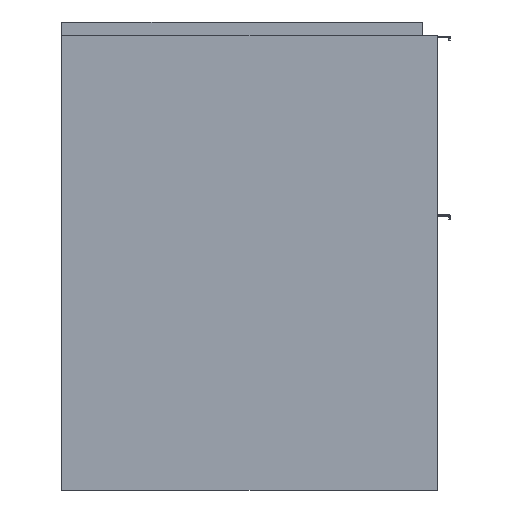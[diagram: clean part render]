
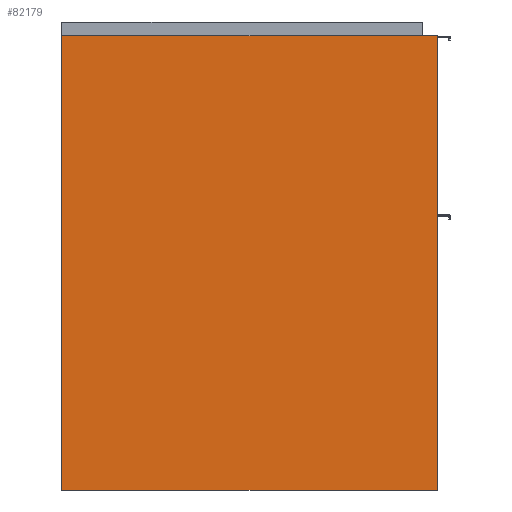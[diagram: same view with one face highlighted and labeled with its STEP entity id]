
A CAD part, left-side view. The second image highlights one B-rep face of the part: STEP entity #82179.
In plain terms, the highlighted planar face has unit normal (-1, 0, 0).
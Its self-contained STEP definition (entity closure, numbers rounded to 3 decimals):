
#6951=FACE_OUTER_BOUND('',#11585,.T.);
#11585=EDGE_LOOP('',(#60428,#60429,#60430,#60431));
#17849=LINE('',#123420,#27088);
#17853=LINE('',#123428,#27092);
#17856=LINE('',#123434,#27095);
#17859=LINE('',#123439,#27098);
#27088=VECTOR('',#99267,462.);
#27092=VECTOR('',#99273,559.);
#27095=VECTOR('',#99278,462.);
#27098=VECTOR('',#99283,559.);
#35858=VERTEX_POINT('',#123418);
#35859=VERTEX_POINT('',#123419);
#35862=VERTEX_POINT('',#123427);
#35864=VERTEX_POINT('',#123433);
#44992=EDGE_CURVE('',#35858,#35859,#17849,.T.);
#44996=EDGE_CURVE('',#35862,#35858,#17853,.T.);
#44999=EDGE_CURVE('',#35864,#35862,#17856,.T.);
#45002=EDGE_CURVE('',#35859,#35864,#17859,.T.);
#60428=ORIENTED_EDGE('',*,*,#45002,.F.);
#60429=ORIENTED_EDGE('',*,*,#44992,.F.);
#60430=ORIENTED_EDGE('',*,*,#44996,.F.);
#60431=ORIENTED_EDGE('',*,*,#44999,.F.);
#78818=PLANE('',#87383);
#82179=ADVANCED_FACE('',(#6951),#78818,.F.);
#87383=AXIS2_PLACEMENT_3D('',#123442,#99287,#99288);
#99267=DIRECTION('',(0.,1.,0.));
#99273=DIRECTION('',(0.,0.,-1.));
#99278=DIRECTION('',(0.,-1.,0.));
#99283=DIRECTION('',(0.,0.,1.));
#99287=DIRECTION('center_axis',(1.,0.,0.));
#99288=DIRECTION('ref_axis',(0.,0.,-1.));
#123418=CARTESIAN_POINT('',(-253.781,-337.339,-611.015));
#123419=CARTESIAN_POINT('',(-253.781,124.661,-611.015));
#123420=CARTESIAN_POINT('',(-253.781,-337.339,-611.015));
#123427=CARTESIAN_POINT('',(-253.781,-337.339,-52.015));
#123428=CARTESIAN_POINT('',(-253.781,-337.339,-52.015));
#123433=CARTESIAN_POINT('',(-253.781,124.661,-52.015));
#123434=CARTESIAN_POINT('',(-253.781,124.661,-52.015));
#123439=CARTESIAN_POINT('',(-253.781,124.661,-611.015));
#123442=CARTESIAN_POINT('Origin',(-253.781,-106.339,-331.515));
